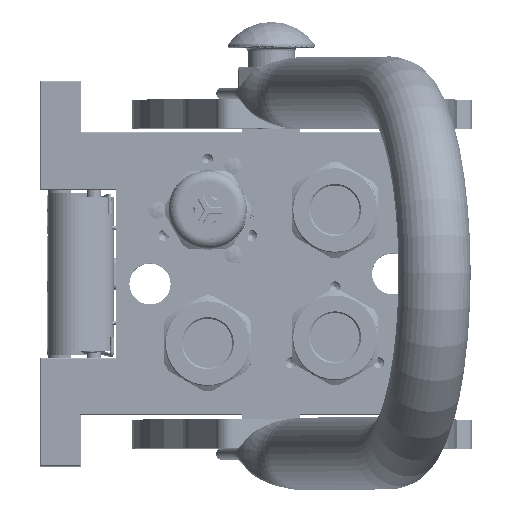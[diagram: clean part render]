
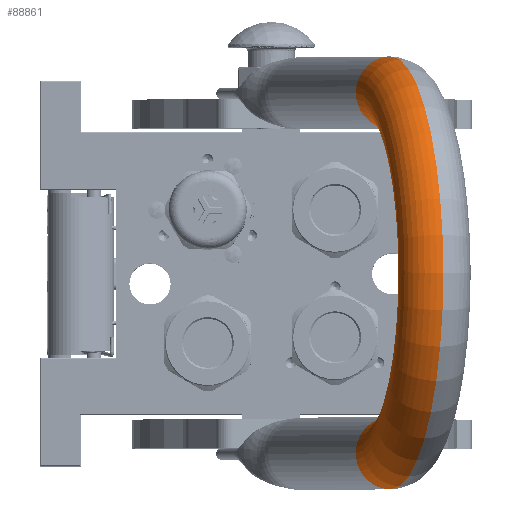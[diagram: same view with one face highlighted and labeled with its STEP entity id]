
A CAD part, top view. The second image highlights one B-rep face of the part: STEP entity #88861.
In plain terms, the highlighted toroidal (fillet/blend) face has major radius 62.25 mm and minor radius 12.5 mm.
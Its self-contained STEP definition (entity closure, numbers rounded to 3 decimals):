
#1098 = AXIS2_PLACEMENT_3D ( 'NONE', #144101, #31138, #43504 ) ;
#13754 = DIRECTION ( 'NONE',  ( 0., 0., -1. ) ) ;
#16269 = DIRECTION ( 'NONE',  ( -1., 0., 0. ) ) ;
#25600 = CARTESIAN_POINT ( 'NONE',  ( 62.25, 0., 125.25 ) ) ;
#27218 = ORIENTED_EDGE ( 'NONE', *, *, #57154, .F. ) ;
#31138 = DIRECTION ( 'NONE',  ( 0., 1., 0. ) ) ;
#31152 = DIRECTION ( 'NONE',  ( 1., 0., 0. ) ) ;
#33298 = CARTESIAN_POINT ( 'NONE',  ( 0., 0., 125.25 ) ) ;
#43504 = DIRECTION ( 'NONE',  ( -1., 0., 0. ) ) ;
#45935 = VERTEX_POINT ( 'NONE', #126089 ) ;
#57154 = EDGE_CURVE ( 'NONE', #159482, #86159, #104460, .T. ) ;
#57777 = FACE_OUTER_BOUND ( 'NONE', #71157, .T. ) ;
#60660 = CARTESIAN_POINT ( 'NONE',  ( 74.75, 0., 125.25 ) ) ;
#63851 = DIRECTION ( 'NONE',  ( -1., 0., 0. ) ) ;
#69265 = EDGE_CURVE ( 'NONE', #107748, #86159, #115745, .T. ) ;
#71157 = EDGE_LOOP ( 'NONE', ( #139734, #27218, #85711, #133330 ) ) ;
#75714 = AXIS2_PLACEMENT_3D ( 'NONE', #25600, #13754, #63851 ) ;
#84860 = AXIS2_PLACEMENT_3D ( 'NONE', #33298, #94628, #105374 ) ;
#85711 = ORIENTED_EDGE ( 'NONE', *, *, #158200, .F. ) ;
#86159 = VERTEX_POINT ( 'NONE', #60660 ) ;
#88861 = ADVANCED_FACE ( 'NONE', ( #57777 ), #123178, .T. ) ;
#88889 = EDGE_CURVE ( 'NONE', #45935, #107748, #140546, .T. ) ;
#90551 = DIRECTION ( 'NONE',  ( 0., 1., 0. ) ) ;
#92505 = CARTESIAN_POINT ( 'NONE',  ( -62.25, 0., 125.25 ) ) ;
#93873 = AXIS2_PLACEMENT_3D ( 'NONE', #153331, #90551, #16269 ) ;
#94628 = DIRECTION ( 'NONE',  ( 0., 1., 0. ) ) ;
#104460 = CIRCLE ( 'NONE', #75714, 12.5 ) ;
#104851 = DIRECTION ( 'NONE',  ( 0., 0., 1. ) ) ;
#105374 = DIRECTION ( 'NONE',  ( 1., 0., 0. ) ) ;
#107748 = VERTEX_POINT ( 'NONE', #114725 ) ;
#114725 = CARTESIAN_POINT ( 'NONE',  ( -74.75, 0., 125.25 ) ) ;
#115745 = CIRCLE ( 'NONE', #93873, 74.75 ) ;
#123178 = TOROIDAL_SURFACE ( 'NONE', #84860, 62.25, 12.5 ) ;
#126089 = CARTESIAN_POINT ( 'NONE',  ( -49.75, 0., 125.25 ) ) ;
#133330 = ORIENTED_EDGE ( 'NONE', *, *, #88889, .T. ) ;
#139534 = AXIS2_PLACEMENT_3D ( 'NONE', #92505, #104851, #31152 ) ;
#139734 = ORIENTED_EDGE ( 'NONE', *, *, #69265, .T. ) ;
#140546 = CIRCLE ( 'NONE', #139534, 12.5 ) ;
#144101 = CARTESIAN_POINT ( 'NONE',  ( 0., 0., 125.25 ) ) ;
#153331 = CARTESIAN_POINT ( 'NONE',  ( 0., 0., 125.25 ) ) ;
#157825 = CIRCLE ( 'NONE', #1098, 49.75 ) ;
#158200 = EDGE_CURVE ( 'NONE', #45935, #159482, #157825, .T. ) ;
#159482 = VERTEX_POINT ( 'NONE', #159640 ) ;
#159640 = CARTESIAN_POINT ( 'NONE',  ( 49.75, 0., 125.25 ) ) ;
